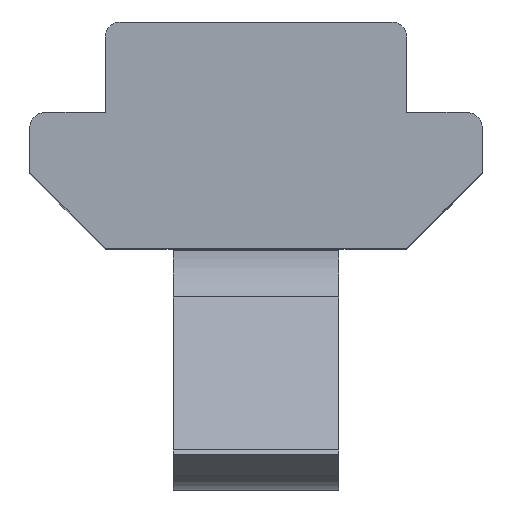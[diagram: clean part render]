
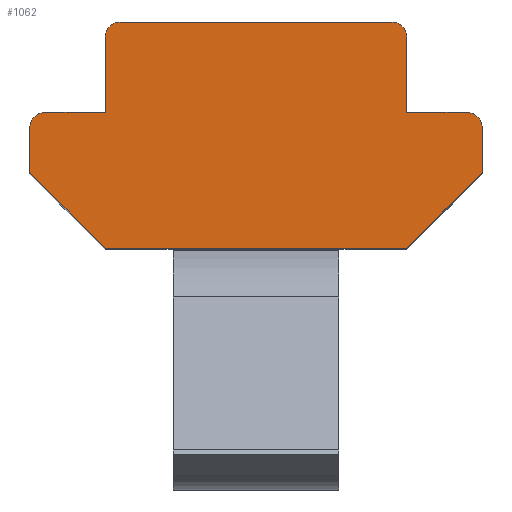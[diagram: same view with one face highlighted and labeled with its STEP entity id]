
A CAD part, top view. The second image highlights one B-rep face of the part: STEP entity #1062.
In plain terms, the highlighted planar face has unit normal (0, 0, 1).
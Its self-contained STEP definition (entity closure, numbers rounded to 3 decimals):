
#7 = LINE ( 'NONE', #396, #925 ) ;
#25 = DIRECTION ( 'NONE',  ( -1., 0., 0. ) ) ;
#33 = CIRCLE ( 'NONE', #199, 0.5 ) ;
#47 = EDGE_CURVE ( 'NONE', #259, #414, #256, .T. ) ;
#56 = CIRCLE ( 'NONE', #493, 0.5 ) ;
#92 = VERTEX_POINT ( 'NONE', #147 ) ;
#94 = ORIENTED_EDGE ( 'NONE', *, *, #959, .T. ) ;
#96 = DIRECTION ( 'NONE',  ( 0.707, -0.707, 0. ) ) ;
#118 = DIRECTION ( 'NONE',  ( 1., 0., 0. ) ) ;
#121 = CARTESIAN_POINT ( 'NONE',  ( -7.5, 2.5, 0. ) ) ;
#124 = EDGE_CURVE ( 'NONE', #801, #936, #374, .T. ) ;
#128 = VECTOR ( 'NONE', #1014, 1000. ) ;
#133 = ORIENTED_EDGE ( 'NONE', *, *, #473, .T. ) ;
#147 = CARTESIAN_POINT ( 'NONE',  ( 5., 7., 0. ) ) ;
#166 = CARTESIAN_POINT ( 'NONE',  ( 5., 4.5, 0. ) ) ;
#176 = DIRECTION ( 'NONE',  ( -1., 0., 0. ) ) ;
#189 = AXIS2_PLACEMENT_3D ( 'NONE', #246, #1088, #176 ) ;
#199 = AXIS2_PLACEMENT_3D ( 'NONE', #382, #839, #118 ) ;
#203 = EDGE_CURVE ( 'NONE', #936, #1046, #307, .T. ) ;
#211 = ORIENTED_EDGE ( 'NONE', *, *, #934, .T. ) ;
#214 = CARTESIAN_POINT ( 'NONE',  ( -5., 7., 0. ) ) ;
#225 = CARTESIAN_POINT ( 'NONE',  ( 7., 4.5, 0. ) ) ;
#230 = CARTESIAN_POINT ( 'NONE',  ( 5., 0., 0. ) ) ;
#235 = CARTESIAN_POINT ( 'NONE',  ( 5., 4.5, 0. ) ) ;
#236 = DIRECTION ( 'NONE',  ( -1., 0., 0. ) ) ;
#243 = DIRECTION ( 'NONE',  ( -1., 0., 0. ) ) ;
#244 = CARTESIAN_POINT ( 'NONE',  ( -4.5, 7.5, 0. ) ) ;
#246 = CARTESIAN_POINT ( 'NONE',  ( -4.5, 7., 0. ) ) ;
#251 = CARTESIAN_POINT ( 'NONE',  ( 7., 4., 0. ) ) ;
#256 = LINE ( 'NONE', #373, #594 ) ;
#257 = LINE ( 'NONE', #678, #128 ) ;
#259 = VERTEX_POINT ( 'NONE', #711 ) ;
#264 = EDGE_CURVE ( 'NONE', #414, #740, #56, .T. ) ;
#265 = VERTEX_POINT ( 'NONE', #434 ) ;
#266 = ORIENTED_EDGE ( 'NONE', *, *, #302, .T. ) ;
#273 = VECTOR ( 'NONE', #1019, 1000. ) ;
#296 = ORIENTED_EDGE ( 'NONE', *, *, #642, .T. ) ;
#299 = VERTEX_POINT ( 'NONE', #907 ) ;
#300 = CARTESIAN_POINT ( 'NONE',  ( -7.5, 4., 0. ) ) ;
#302 = EDGE_CURVE ( 'NONE', #1046, #546, #1116, .T. ) ;
#307 = CIRCLE ( 'NONE', #1154, 0.5 ) ;
#373 = CARTESIAN_POINT ( 'NONE',  ( 7.5, 2.5, 0. ) ) ;
#374 = LINE ( 'NONE', #775, #495 ) ;
#376 = ORIENTED_EDGE ( 'NONE', *, *, #625, .T. ) ;
#377 = LINE ( 'NONE', #1008, #661 ) ;
#381 = EDGE_CURVE ( 'NONE', #299, #1080, #1107, .T. ) ;
#382 = CARTESIAN_POINT ( 'NONE',  ( 4.5, 7., 0. ) ) ;
#395 = DIRECTION ( 'NONE',  ( 0., 0., -1. ) ) ;
#396 = CARTESIAN_POINT ( 'NONE',  ( 5., 0., 0. ) ) ;
#401 = EDGE_CURVE ( 'NONE', #768, #92, #917, .T. ) ;
#414 = VERTEX_POINT ( 'NONE', #727 ) ;
#434 = CARTESIAN_POINT ( 'NONE',  ( -5., 7., 0. ) ) ;
#463 = DIRECTION ( 'NONE',  ( 0., -1., 0. ) ) ;
#473 = EDGE_CURVE ( 'NONE', #740, #768, #377, .T. ) ;
#489 = DIRECTION ( 'NONE',  ( 0.707, 0.707, 0. ) ) ;
#493 = AXIS2_PLACEMENT_3D ( 'NONE', #251, #893, #236 ) ;
#495 = VECTOR ( 'NONE', #679, 1000. ) ;
#534 = EDGE_CURVE ( 'NONE', #265, #801, #568, .T. ) ;
#546 = VERTEX_POINT ( 'NONE', #121 ) ;
#568 = LINE ( 'NONE', #214, #273 ) ;
#581 = EDGE_LOOP ( 'NONE', ( #94, #756, #376, #597, #690, #133, #735, #296, #850, #211, #662, #1042, #791, #266 ) ) ;
#594 = VECTOR ( 'NONE', #1136, 1000. ) ;
#597 = ORIENTED_EDGE ( 'NONE', *, *, #47, .T. ) ;
#625 = EDGE_CURVE ( 'NONE', #1080, #259, #7, .T. ) ;
#631 = VECTOR ( 'NONE', #913, 1000. ) ;
#637 = CARTESIAN_POINT ( 'NONE',  ( -5., 0., 0. ) ) ;
#642 = EDGE_CURVE ( 'NONE', #92, #856, #33, .T. ) ;
#657 = FACE_OUTER_BOUND ( 'NONE', #581, .T. ) ;
#661 = VECTOR ( 'NONE', #25, 1000. ) ;
#662 = ORIENTED_EDGE ( 'NONE', *, *, #534, .T. ) ;
#673 = VECTOR ( 'NONE', #812, 1000. ) ;
#678 = CARTESIAN_POINT ( 'NONE',  ( 4.5, 7.5, 0. ) ) ;
#679 = DIRECTION ( 'NONE',  ( -1., 0., 0. ) ) ;
#686 = EDGE_CURVE ( 'NONE', #856, #1150, #257, .T. ) ;
#690 = ORIENTED_EDGE ( 'NONE', *, *, #264, .T. ) ;
#707 = VECTOR ( 'NONE', #463, 1000. ) ;
#711 = CARTESIAN_POINT ( 'NONE',  ( 7.5, 2.5, 0. ) ) ;
#713 = DIRECTION ( 'NONE',  ( 0., 0., 1. ) ) ;
#717 = CARTESIAN_POINT ( 'NONE',  ( -7., 4., 0. ) ) ;
#725 = CARTESIAN_POINT ( 'NONE',  ( -7., 4.5, 0. ) ) ;
#727 = CARTESIAN_POINT ( 'NONE',  ( 7.5, 4., 0. ) ) ;
#732 = CARTESIAN_POINT ( 'NONE',  ( -5., 0., 0. ) ) ;
#735 = ORIENTED_EDGE ( 'NONE', *, *, #401, .T. ) ;
#738 = AXIS2_PLACEMENT_3D ( 'NONE', #1134, #395, #851 ) ;
#740 = VERTEX_POINT ( 'NONE', #225 ) ;
#756 = ORIENTED_EDGE ( 'NONE', *, *, #381, .T. ) ;
#768 = VERTEX_POINT ( 'NONE', #235 ) ;
#775 = CARTESIAN_POINT ( 'NONE',  ( -7., 4.5, 0. ) ) ;
#791 = ORIENTED_EDGE ( 'NONE', *, *, #203, .T. ) ;
#801 = VERTEX_POINT ( 'NONE', #945 ) ;
#812 = DIRECTION ( 'NONE',  ( 0., 1., 0. ) ) ;
#815 = VECTOR ( 'NONE', #96, 1000. ) ;
#839 = DIRECTION ( 'NONE',  ( 0., 0., 1. ) ) ;
#850 = ORIENTED_EDGE ( 'NONE', *, *, #686, .T. ) ;
#851 = DIRECTION ( 'NONE',  ( -1., 0., 0. ) ) ;
#856 = VERTEX_POINT ( 'NONE', #886 ) ;
#886 = CARTESIAN_POINT ( 'NONE',  ( 4.5, 7.5, 0. ) ) ;
#893 = DIRECTION ( 'NONE',  ( 0., 0., 1. ) ) ;
#907 = CARTESIAN_POINT ( 'NONE',  ( -5., 0., 0. ) ) ;
#913 = DIRECTION ( 'NONE',  ( 1., 0., 0. ) ) ;
#917 = LINE ( 'NONE', #166, #673 ) ;
#925 = VECTOR ( 'NONE', #489, 1000. ) ;
#934 = EDGE_CURVE ( 'NONE', #1150, #265, #976, .T. ) ;
#936 = VERTEX_POINT ( 'NONE', #725 ) ;
#945 = CARTESIAN_POINT ( 'NONE',  ( -5., 4.5, 0. ) ) ;
#959 = EDGE_CURVE ( 'NONE', #546, #299, #1083, .T. ) ;
#976 = CIRCLE ( 'NONE', #189, 0.5 ) ;
#979 = CARTESIAN_POINT ( 'NONE',  ( -7.5, 2.5, 0. ) ) ;
#1008 = CARTESIAN_POINT ( 'NONE',  ( 7., 4.5, 0. ) ) ;
#1014 = DIRECTION ( 'NONE',  ( -1., 0., 0. ) ) ;
#1019 = DIRECTION ( 'NONE',  ( 0., -1., 0. ) ) ;
#1021 = PLANE ( 'NONE',  #738 ) ;
#1042 = ORIENTED_EDGE ( 'NONE', *, *, #124, .T. ) ;
#1046 = VERTEX_POINT ( 'NONE', #300 ) ;
#1062 = ADVANCED_FACE ( 'NONE', ( #657 ), #1021, .F. ) ;
#1080 = VERTEX_POINT ( 'NONE', #230 ) ;
#1083 = LINE ( 'NONE', #637, #815 ) ;
#1088 = DIRECTION ( 'NONE',  ( 0., 0., 1. ) ) ;
#1107 = LINE ( 'NONE', #732, #631 ) ;
#1116 = LINE ( 'NONE', #979, #707 ) ;
#1134 = CARTESIAN_POINT ( 'NONE',  ( -7., 4., 0. ) ) ;
#1136 = DIRECTION ( 'NONE',  ( 0., 1., 0. ) ) ;
#1150 = VERTEX_POINT ( 'NONE', #244 ) ;
#1154 = AXIS2_PLACEMENT_3D ( 'NONE', #717, #713, #243 ) ;
